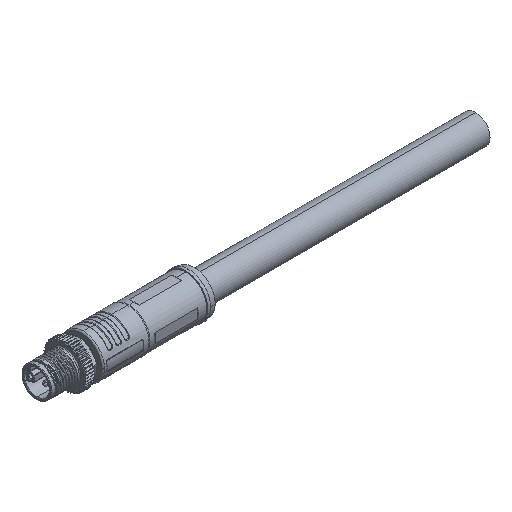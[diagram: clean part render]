
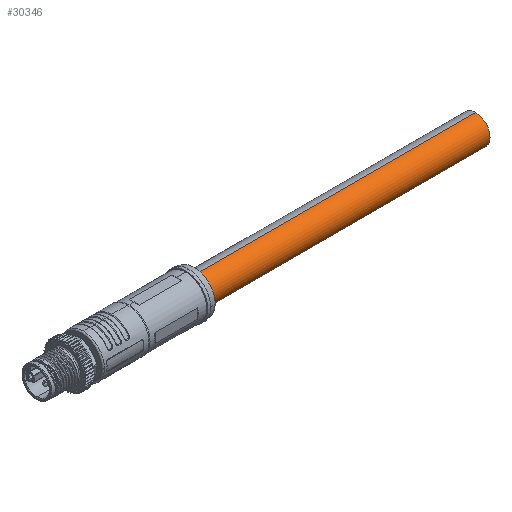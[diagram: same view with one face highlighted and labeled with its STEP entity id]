
A CAD part, isometric view. The second image highlights one B-rep face of the part: STEP entity #30346.
In plain terms, the highlighted cylindrical face has radius 5.1 mm (diameter 10.2 mm), a partial arc.
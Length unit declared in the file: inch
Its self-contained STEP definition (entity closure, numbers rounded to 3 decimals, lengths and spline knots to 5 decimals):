
#1923 = AXIS2_PLACEMENT_3D ( 'NONE', #31698, #17129, #23229 ) ;
#4032 = ORIENTED_EDGE ( 'NONE', *, *, #15055, .F. ) ;
#4272 = CARTESIAN_POINT ( 'NONE',  ( -4.68504, 0., 0. ) ) ;
#4627 = ORIENTED_EDGE ( 'NONE', *, *, #13233, .T. ) ;
#4961 = AXIS2_PLACEMENT_3D ( 'NONE', #29224, #35158, #35528 ) ;
#7052 = CYLINDRICAL_SURFACE ( 'NONE', #35507, 0.20079 ) ;
#8038 = VERTEX_POINT ( 'NONE', #30198 ) ;
#8409 = ORIENTED_EDGE ( 'NONE', *, *, #38797, .T. ) ;
#10205 = VERTEX_POINT ( 'NONE', #32935 ) ;
#10798 = DIRECTION ( 'NONE',  ( 0., 0., -1. ) ) ;
#11531 = DIRECTION ( 'NONE',  ( 1., 0., 0. ) ) ;
#13233 = EDGE_CURVE ( 'NONE', #8038, #30475, #37482, .T. ) ;
#14467 = ORIENTED_EDGE ( 'NONE', *, *, #19770, .T. ) ;
#15055 = EDGE_CURVE ( 'NONE', #22461, #10205, #21162, .T. ) ;
#17129 = DIRECTION ( 'NONE',  ( 1., 0., 0. ) ) ;
#17283 = CARTESIAN_POINT ( 'NONE',  ( 6.14173, 0., -0.20079 ) ) ;
#19064 = CARTESIAN_POINT ( 'NONE',  ( 2.20472, 0., 0.20079 ) ) ;
#19770 = EDGE_CURVE ( 'NONE', #22461, #8038, #20185, .T. ) ;
#20185 = CIRCLE ( 'NONE', #1923, 0.20079 ) ;
#21162 = LINE ( 'NONE', #30223, #37769 ) ;
#22021 = FACE_OUTER_BOUND ( 'NONE', #34467, .T. ) ;
#22461 = VERTEX_POINT ( 'NONE', #19064 ) ;
#23229 = DIRECTION ( 'NONE',  ( 0., 0., -1. ) ) ;
#23808 = VECTOR ( 'NONE', #33936, 39.37008 ) ;
#25174 = DIRECTION ( 'NONE',  ( 1., 0., 0. ) ) ;
#29224 = CARTESIAN_POINT ( 'NONE',  ( 6.14173, 0., 0. ) ) ;
#30198 = CARTESIAN_POINT ( 'NONE',  ( 2.20472, 0., -0.20079 ) ) ;
#30223 = CARTESIAN_POINT ( 'NONE',  ( -4.68504, 0., 0.20079 ) ) ;
#30346 = ADVANCED_FACE ( 'NONE', ( #22021 ), #7052, .T. ) ;
#30475 = VERTEX_POINT ( 'NONE', #17283 ) ;
#31698 = CARTESIAN_POINT ( 'NONE',  ( 2.20472, 0., 0. ) ) ;
#32935 = CARTESIAN_POINT ( 'NONE',  ( 6.14173, 0., 0.20079 ) ) ;
#33936 = DIRECTION ( 'NONE',  ( 1., 0., 0. ) ) ;
#34130 = CARTESIAN_POINT ( 'NONE',  ( -4.68504, 0., -0.20079 ) ) ;
#34467 = EDGE_LOOP ( 'NONE', ( #4032, #14467, #4627, #8409 ) ) ;
#34567 = CIRCLE ( 'NONE', #4961, 0.20079 ) ;
#35158 = DIRECTION ( 'NONE',  ( -1., 0., 0. ) ) ;
#35507 = AXIS2_PLACEMENT_3D ( 'NONE', #4272, #25174, #10798 ) ;
#35528 = DIRECTION ( 'NONE',  ( 0., 0., -1. ) ) ;
#37482 = LINE ( 'NONE', #34130, #23808 ) ;
#37769 = VECTOR ( 'NONE', #11531, 39.37008 ) ;
#38797 = EDGE_CURVE ( 'NONE', #30475, #10205, #34567, .T. ) ;
